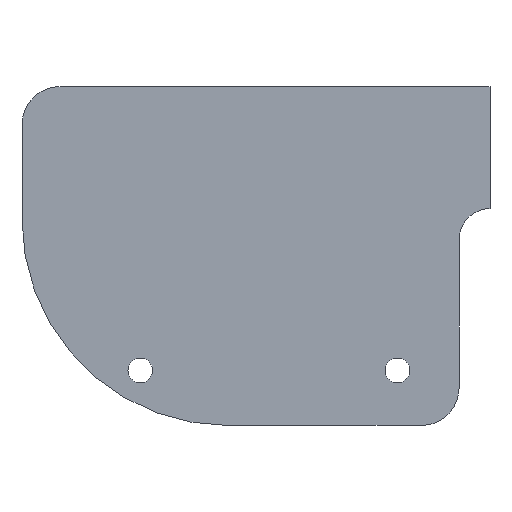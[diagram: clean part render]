
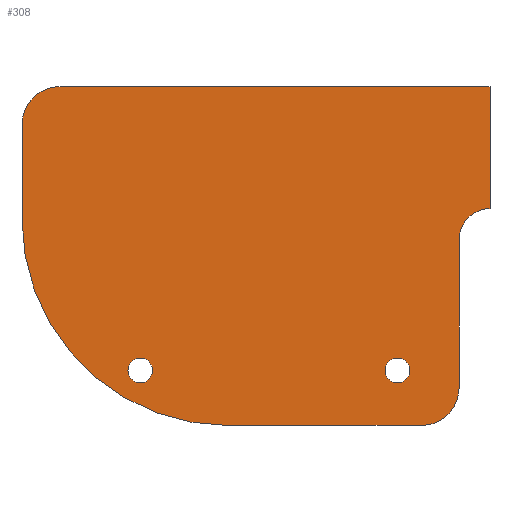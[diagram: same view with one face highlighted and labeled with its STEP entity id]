
A CAD part, left-side view. The second image highlights one B-rep face of the part: STEP entity #308.
In plain terms, the highlighted planar face has unit normal (-1, 0, 0).
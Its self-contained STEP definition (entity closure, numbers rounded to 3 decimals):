
#3 = ORIENTED_EDGE ( 'NONE', *, *, #448, .T. ) ;
#15 = EDGE_CURVE ( 'NONE', #911, #110, #879, .T. ) ;
#16 = CARTESIAN_POINT ( 'NONE',  ( 0., -23.663, -23.3 ) ) ;
#17 = EDGE_LOOP ( 'NONE', ( #920, #261 ) ) ;
#23 = DIRECTION ( 'NONE',  ( 0., 0., -1. ) ) ;
#26 = AXIS2_PLACEMENT_3D ( 'NONE', #316, #613, #450 ) ;
#28 = CARTESIAN_POINT ( 'NONE',  ( 0., -19.963, -27. ) ) ;
#35 = VERTEX_POINT ( 'NONE', #863 ) ;
#37 = ORIENTED_EDGE ( 'NONE', *, *, #528, .T. ) ;
#39 = CARTESIAN_POINT ( 'NONE',  ( 0., 7.337, -22.851 ) ) ;
#46 = VERTEX_POINT ( 'NONE', #583 ) ;
#52 = ORIENTED_EDGE ( 'NONE', *, *, #280, .F. ) ;
#60 = DIRECTION ( 'NONE',  ( 0., 0., -1. ) ) ;
#67 = EDGE_CURVE ( 'NONE', #293, #410, #519, .T. ) ;
#70 = CARTESIAN_POINT ( 'NONE',  ( 0., 7.337, -21.651 ) ) ;
#73 = EDGE_CURVE ( 'NONE', #35, #777, #880, .T. ) ;
#76 = CARTESIAN_POINT ( 'NONE',  ( 0., -26.663, -8.916 ) ) ;
#103 = CARTESIAN_POINT ( 'NONE',  ( 0., -17.663, -21.651 ) ) ;
#110 = VERTEX_POINT ( 'NONE', #603 ) ;
#112 = DIRECTION ( 'NONE',  ( 1., 0., 0. ) ) ;
#121 = VERTEX_POINT ( 'NONE', #28 ) ;
#122 = CARTESIAN_POINT ( 'NONE',  ( 0., 18.837, -7. ) ) ;
#166 = ORIENTED_EDGE ( 'NONE', *, *, #688, .T. ) ;
#168 = CARTESIAN_POINT ( 'NONE',  ( 0., -17.663, -20.451 ) ) ;
#179 = CARTESIAN_POINT ( 'NONE',  ( 0., -17.663, -22.851 ) ) ;
#180 = FACE_BOUND ( 'NONE', #873, .T. ) ;
#184 = CARTESIAN_POINT ( 'NONE',  ( 0., -19.963, -23.3 ) ) ;
#194 = AXIS2_PLACEMENT_3D ( 'NONE', #840, #325, #424 ) ;
#207 = EDGE_CURVE ( 'NONE', #720, #212, #706, .T. ) ;
#208 = DIRECTION ( 'NONE',  ( 0., 0., -1. ) ) ;
#212 = VERTEX_POINT ( 'NONE', #168 ) ;
#214 = DIRECTION ( 'NONE',  ( 1., 0., 0. ) ) ;
#225 = VERTEX_POINT ( 'NONE', #901 ) ;
#252 = FACE_BOUND ( 'NONE', #17, .T. ) ;
#256 = CIRCLE ( 'NONE', #194, 3.7 ) ;
#261 = ORIENTED_EDGE ( 'NONE', *, *, #487, .T. ) ;
#264 = CARTESIAN_POINT ( 'NONE',  ( 0., -26.663, -5.916 ) ) ;
#265 = FACE_OUTER_BOUND ( 'NONE', #872, .T. ) ;
#269 = CARTESIAN_POINT ( 'NONE',  ( 0., 0., 5.948 ) ) ;
#280 = EDGE_CURVE ( 'NONE', #225, #786, #641, .T. ) ;
#291 = CARTESIAN_POINT ( 'NONE',  ( 0., 7.337, -20.451 ) ) ;
#293 = VERTEX_POINT ( 'NONE', #39 ) ;
#308 = ADVANCED_FACE ( 'NONE', ( #252, #180, #265 ), #561, .F. ) ;
#313 = VERTEX_POINT ( 'NONE', #491 ) ;
#316 = CARTESIAN_POINT ( 'NONE',  ( 0., -1.163, -7. ) ) ;
#325 = DIRECTION ( 'NONE',  ( -1., 0., 0. ) ) ;
#338 = CARTESIAN_POINT ( 'NONE',  ( 0., 0., 0. ) ) ;
#340 = EDGE_CURVE ( 'NONE', #46, #313, #256, .T. ) ;
#366 = CARTESIAN_POINT ( 'NONE',  ( 0., -23.663, -27. ) ) ;
#381 = VECTOR ( 'NONE', #912, 1000. ) ;
#401 = DIRECTION ( 'NONE',  ( 0., 0., -1. ) ) ;
#407 = LINE ( 'NONE', #480, #381 ) ;
#410 = VERTEX_POINT ( 'NONE', #291 ) ;
#417 = DIRECTION ( 'NONE',  ( 0., 1., 0. ) ) ;
#424 = DIRECTION ( 'NONE',  ( 0., 0., -1. ) ) ;
#430 = DIRECTION ( 'NONE',  ( 0., 0., 1. ) ) ;
#437 = ORIENTED_EDGE ( 'NONE', *, *, #73, .F. ) ;
#439 = AXIS2_PLACEMENT_3D ( 'NONE', #103, #678, #401 ) ;
#445 = CARTESIAN_POINT ( 'NONE',  ( 0., -17.663, -21.651 ) ) ;
#448 = EDGE_CURVE ( 'NONE', #212, #720, #677, .T. ) ;
#450 = DIRECTION ( 'NONE',  ( 0., 0., -1. ) ) ;
#458 = AXIS2_PLACEMENT_3D ( 'NONE', #338, #112, #850 ) ;
#462 = CARTESIAN_POINT ( 'NONE',  ( 0., 18.837, 0. ) ) ;
#480 = CARTESIAN_POINT ( 'NONE',  ( 0., -26.663, -27. ) ) ;
#487 = EDGE_CURVE ( 'NONE', #410, #293, #812, .T. ) ;
#491 = CARTESIAN_POINT ( 'NONE',  ( 0., 18.837, 2.248 ) ) ;
#505 = CARTESIAN_POINT ( 'NONE',  ( 0., 7.337, -21.651 ) ) ;
#517 = ORIENTED_EDGE ( 'NONE', *, *, #799, .T. ) ;
#519 = CIRCLE ( 'NONE', #823, 1.2 ) ;
#521 = CIRCLE ( 'NONE', #841, 3.7 ) ;
#528 = EDGE_CURVE ( 'NONE', #313, #777, #932, .T. ) ;
#535 = VECTOR ( 'NONE', #430, 1000. ) ;
#561 = PLANE ( 'NONE',  #458 ) ;
#583 = CARTESIAN_POINT ( 'NONE',  ( 0., 15.137, 5.948 ) ) ;
#603 = CARTESIAN_POINT ( 'NONE',  ( 0., -23.663, -8.916 ) ) ;
#613 = DIRECTION ( 'NONE',  ( 1., 0., 0. ) ) ;
#620 = AXIS2_PLACEMENT_3D ( 'NONE', #505, #214, #803 ) ;
#629 = CIRCLE ( 'NONE', #671, 3. ) ;
#636 = DIRECTION ( 'NONE',  ( 0., 0., -1. ) ) ;
#641 = LINE ( 'NONE', #710, #924 ) ;
#647 = ORIENTED_EDGE ( 'NONE', *, *, #207, .T. ) ;
#653 = ORIENTED_EDGE ( 'NONE', *, *, #739, .T. ) ;
#662 = EDGE_CURVE ( 'NONE', #225, #46, #760, .T. ) ;
#668 = ORIENTED_EDGE ( 'NONE', *, *, #662, .T. ) ;
#671 = AXIS2_PLACEMENT_3D ( 'NONE', #76, #718, #60 ) ;
#677 = CIRCLE ( 'NONE', #708, 1.2 ) ;
#678 = DIRECTION ( 'NONE',  ( 1., 0., 0. ) ) ;
#688 = EDGE_CURVE ( 'NONE', #121, #911, #521, .T. ) ;
#706 = CIRCLE ( 'NONE', #439, 1.2 ) ;
#708 = AXIS2_PLACEMENT_3D ( 'NONE', #445, #937, #208 ) ;
#709 = DIRECTION ( 'NONE',  ( 0., 0., -1. ) ) ;
#710 = CARTESIAN_POINT ( 'NONE',  ( 0., -26.663, 19.948 ) ) ;
#718 = DIRECTION ( 'NONE',  ( 1., 0., 0. ) ) ;
#720 = VERTEX_POINT ( 'NONE', #179 ) ;
#739 = EDGE_CURVE ( 'NONE', #35, #121, #407, .T. ) ;
#749 = VECTOR ( 'NONE', #23, 1000. ) ;
#760 = LINE ( 'NONE', #269, #783 ) ;
#777 = VERTEX_POINT ( 'NONE', #122 ) ;
#783 = VECTOR ( 'NONE', #417, 1000. ) ;
#786 = VERTEX_POINT ( 'NONE', #264 ) ;
#799 = EDGE_CURVE ( 'NONE', #110, #786, #629, .T. ) ;
#803 = DIRECTION ( 'NONE',  ( 0., 0., -1. ) ) ;
#805 = DIRECTION ( 'NONE',  ( 1., 0., 0. ) ) ;
#812 = CIRCLE ( 'NONE', #620, 1.2 ) ;
#823 = AXIS2_PLACEMENT_3D ( 'NONE', #70, #805, #944 ) ;
#838 = DIRECTION ( 'NONE',  ( -1., 0., 0. ) ) ;
#840 = CARTESIAN_POINT ( 'NONE',  ( 0., 15.137, 2.248 ) ) ;
#841 = AXIS2_PLACEMENT_3D ( 'NONE', #184, #838, #709 ) ;
#842 = ORIENTED_EDGE ( 'NONE', *, *, #340, .T. ) ;
#850 = DIRECTION ( 'NONE',  ( 0., 0., -1. ) ) ;
#863 = CARTESIAN_POINT ( 'NONE',  ( 0., -1.163, -27. ) ) ;
#872 = EDGE_LOOP ( 'NONE', ( #653, #166, #903, #517, #52, #668, #842, #37, #437 ) ) ;
#873 = EDGE_LOOP ( 'NONE', ( #647, #3 ) ) ;
#879 = LINE ( 'NONE', #366, #535 ) ;
#880 = CIRCLE ( 'NONE', #26, 20. ) ;
#901 = CARTESIAN_POINT ( 'NONE',  ( 0., -26.663, 5.948 ) ) ;
#903 = ORIENTED_EDGE ( 'NONE', *, *, #15, .T. ) ;
#911 = VERTEX_POINT ( 'NONE', #16 ) ;
#912 = DIRECTION ( 'NONE',  ( 0., -1., 0. ) ) ;
#920 = ORIENTED_EDGE ( 'NONE', *, *, #67, .T. ) ;
#924 = VECTOR ( 'NONE', #636, 1000. ) ;
#932 = LINE ( 'NONE', #462, #749 ) ;
#937 = DIRECTION ( 'NONE',  ( 1., 0., 0. ) ) ;
#944 = DIRECTION ( 'NONE',  ( 0., 0., -1. ) ) ;
